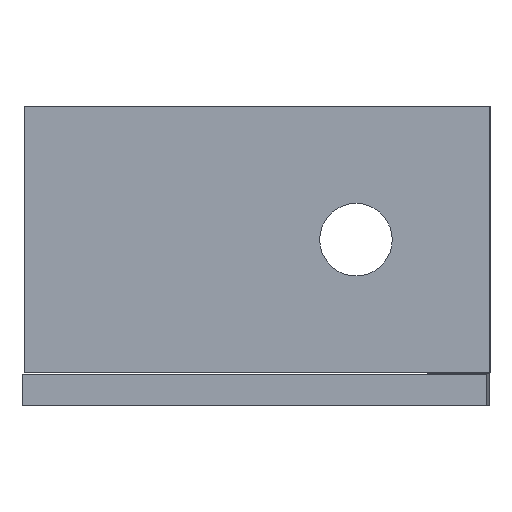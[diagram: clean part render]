
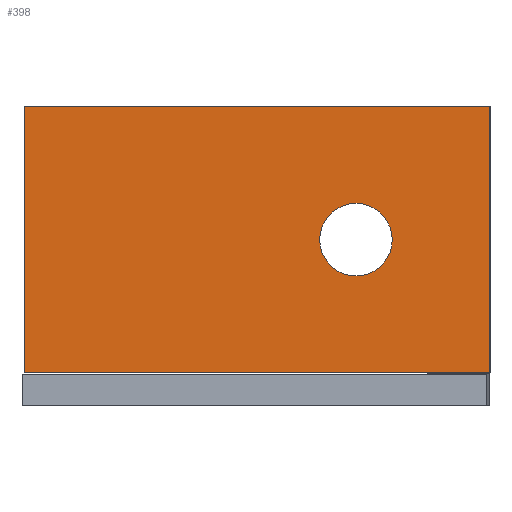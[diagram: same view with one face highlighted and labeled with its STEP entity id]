
A CAD part, left-side view. The second image highlights one B-rep face of the part: STEP entity #398.
In plain terms, the highlighted planar face has unit normal (-1, 0, 0).
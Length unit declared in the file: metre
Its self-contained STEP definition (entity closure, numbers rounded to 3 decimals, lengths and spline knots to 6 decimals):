
#34=CIRCLE('',#462,0.002959);
#56=ORIENTED_EDGE('',*,*,#148,.T.);
#57=ORIENTED_EDGE('',*,*,#135,.T.);
#58=ORIENTED_EDGE('',*,*,#145,.T.);
#59=ORIENTED_EDGE('',*,*,#142,.F.);
#60=ORIENTED_EDGE('',*,*,#139,.F.);
#135=EDGE_CURVE('',#185,#186,#219,.T.);
#139=EDGE_CURVE('',#185,#189,#223,.T.);
#142=EDGE_CURVE('',#189,#191,#226,.T.);
#145=EDGE_CURVE('',#186,#191,#229,.T.);
#148=EDGE_CURVE('',#194,#194,#34,.T.);
#185=VERTEX_POINT('',#595);
#186=VERTEX_POINT('',#596);
#189=VERTEX_POINT('',#604);
#191=VERTEX_POINT('',#610);
#194=VERTEX_POINT('',#622);
#219=LINE('',#594,#267);
#223=LINE('',#603,#271);
#226=LINE('',#609,#274);
#229=LINE('',#615,#277);
#267=VECTOR('',#488,1.);
#271=VECTOR('',#494,1.);
#274=VECTOR('',#499,1.);
#277=VECTOR('',#504,1.);
#321=EDGE_LOOP('',(#56));
#322=EDGE_LOOP('',(#57,#58,#59,#60));
#349=FACE_BOUND('',#321,.T.);
#350=FACE_BOUND('',#322,.T.);
#376=PLANE('',#461);
#398=ADVANCED_FACE('',(#349,#350),#376,.F.);
#461=AXIS2_PLACEMENT_3D('',#620,#510,#511);
#462=AXIS2_PLACEMENT_3D('',#621,#512,#513);
#488=DIRECTION('',(0.,-1.,0.));
#494=DIRECTION('',(0.,0.,1.));
#499=DIRECTION('',(0.,-1.,0.));
#504=DIRECTION('',(0.,0.,1.));
#510=DIRECTION('',(1.,0.,0.));
#511=DIRECTION('',(0.,1.,0.));
#512=DIRECTION('',(1.,0.,0.));
#513=DIRECTION('',(0.,0.,-1.));
#594=CARTESIAN_POINT('',(0.,0.,-0.010859));
#595=CARTESIAN_POINT('',(0.,0.019002,-0.010859));
#596=CARTESIAN_POINT('',(0.,-0.019002,-0.010859));
#603=CARTESIAN_POINT('',(0.,0.019002,0.));
#604=CARTESIAN_POINT('',(0.,0.019002,0.010859));
#609=CARTESIAN_POINT('',(0.,0.,0.010859));
#610=CARTESIAN_POINT('',(0.,-0.019002,0.010859));
#615=CARTESIAN_POINT('',(0.,-0.019002,0.));
#620=CARTESIAN_POINT('',(0.,0.,0.));
#621=CARTESIAN_POINT('',(0.,-0.008066,0.));
#622=CARTESIAN_POINT('',(0.,-0.008066,-0.002959));
